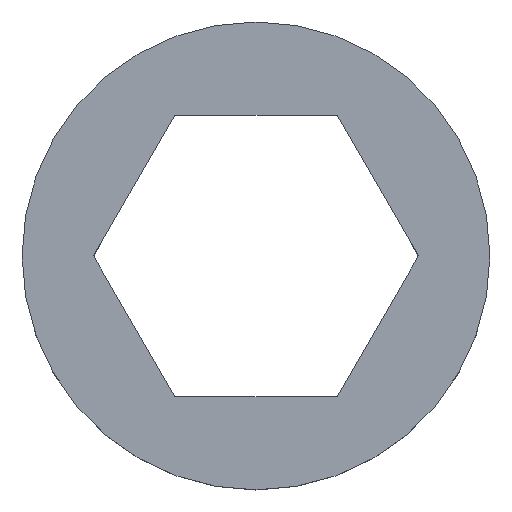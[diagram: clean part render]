
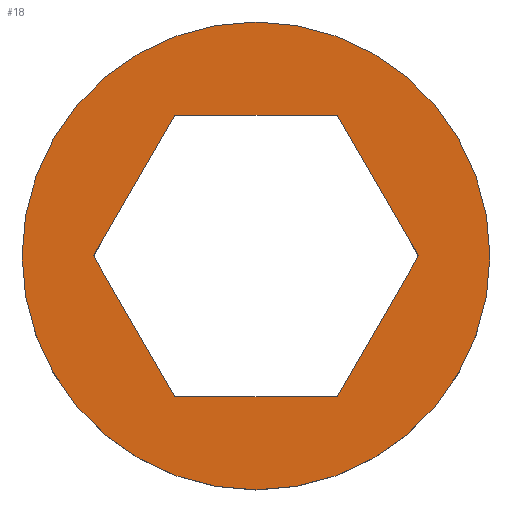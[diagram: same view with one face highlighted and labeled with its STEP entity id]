
A CAD part, top view. The second image highlights one B-rep face of the part: STEP entity #18.
In plain terms, the highlighted planar face has unit normal (0, 0, 1).
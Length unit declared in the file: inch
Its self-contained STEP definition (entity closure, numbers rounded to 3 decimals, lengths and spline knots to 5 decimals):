
#4 = VERTEX_POINT ( 'NONE', #223 ) ;
#11 = EDGE_LOOP ( 'NONE', ( #242, #182, #320, #83, #37, #289 ) ) ;
#13 = CARTESIAN_POINT ( 'NONE',  ( 0., 0., 0.1 ) ) ;
#14 = VECTOR ( 'NONE', #170, 39.37008 ) ;
#15 = CARTESIAN_POINT ( 'NONE',  ( 0.21708, 0., 0.1 ) ) ;
#18 = ADVANCED_FACE ( 'NONE', ( #245, #277 ), #138, .T. ) ;
#22 = CARTESIAN_POINT ( 'NONE',  ( 0.3125, 0., 0.1 ) ) ;
#23 = DIRECTION ( 'NONE',  ( -1., 0., 0. ) ) ;
#24 = AXIS2_PLACEMENT_3D ( 'NONE', #202, #118, #95 ) ;
#27 = ORIENTED_EDGE ( 'NONE', *, *, #142, .T. ) ;
#33 = EDGE_LOOP ( 'NONE', ( #40, #27 ) ) ;
#34 = VECTOR ( 'NONE', #23, 39.37008 ) ;
#36 = CARTESIAN_POINT ( 'NONE',  ( -0.21708, 0., 0.1 ) ) ;
#37 = ORIENTED_EDGE ( 'NONE', *, *, #166, .F. ) ;
#40 = ORIENTED_EDGE ( 'NONE', *, *, #133, .T. ) ;
#41 = LINE ( 'NONE', #15, #225 ) ;
#43 = DIRECTION ( 'NONE',  ( 0., 0., 1. ) ) ;
#44 = DIRECTION ( 'NONE',  ( 1., 0., 0. ) ) ;
#45 = CARTESIAN_POINT ( 'NONE',  ( 0.10854, -0.188, 0.1 ) ) ;
#48 = DIRECTION ( 'NONE',  ( 1., 0., 0. ) ) ;
#55 = VERTEX_POINT ( 'NONE', #58 ) ;
#58 = CARTESIAN_POINT ( 'NONE',  ( 0.10854, -0.188, 0.1 ) ) ;
#65 = CARTESIAN_POINT ( 'NONE',  ( -0.10854, 0.188, 0.1 ) ) ;
#68 = CARTESIAN_POINT ( 'NONE',  ( -0.10854, -0.188, 0.1 ) ) ;
#74 = EDGE_CURVE ( 'NONE', #4, #192, #41, .T. ) ;
#81 = CIRCLE ( 'NONE', #164, 0.3125 ) ;
#83 = ORIENTED_EDGE ( 'NONE', *, *, #269, .F. ) ;
#85 = VECTOR ( 'NONE', #48, 39.37008 ) ;
#92 = LINE ( 'NONE', #45, #189 ) ;
#95 = DIRECTION ( 'NONE',  ( 1., 0., 0. ) ) ;
#98 = EDGE_CURVE ( 'NONE', #192, #153, #197, .T. ) ;
#99 = VERTEX_POINT ( 'NONE', #254 ) ;
#106 = EDGE_CURVE ( 'NONE', #151, #55, #304, .T. ) ;
#110 = DIRECTION ( 'NONE',  ( -0.5, 0.866, 0. ) ) ;
#113 = VERTEX_POINT ( 'NONE', #204 ) ;
#114 = CARTESIAN_POINT ( 'NONE',  ( 0.10854, 0.188, 0.1 ) ) ;
#118 = DIRECTION ( 'NONE',  ( 0., 0., 1. ) ) ;
#119 = EDGE_CURVE ( 'NONE', #55, #4, #92, .T. ) ;
#133 = EDGE_CURVE ( 'NONE', #99, #186, #81, .T. ) ;
#138 = PLANE ( 'NONE',  #228 ) ;
#142 = EDGE_CURVE ( 'NONE', #186, #99, #150, .T. ) ;
#143 = DIRECTION ( 'NONE',  ( 0.5, 0.866, 0. ) ) ;
#144 = CARTESIAN_POINT ( 'NONE',  ( -0.10854, -0.188, 0.1 ) ) ;
#150 = CIRCLE ( 'NONE', #24, 0.3125 ) ;
#151 = VERTEX_POINT ( 'NONE', #144 ) ;
#153 = VERTEX_POINT ( 'NONE', #302 ) ;
#164 = AXIS2_PLACEMENT_3D ( 'NONE', #256, #306, #44 ) ;
#166 = EDGE_CURVE ( 'NONE', #153, #113, #309, .T. ) ;
#170 = DIRECTION ( 'NONE',  ( -0.5, -0.866, 0. ) ) ;
#176 = VECTOR ( 'NONE', #238, 39.37008 ) ;
#182 = ORIENTED_EDGE ( 'NONE', *, *, #119, .F. ) ;
#186 = VERTEX_POINT ( 'NONE', #22 ) ;
#189 = VECTOR ( 'NONE', #143, 39.37008 ) ;
#192 = VERTEX_POINT ( 'NONE', #331 ) ;
#197 = LINE ( 'NONE', #114, #34 ) ;
#202 = CARTESIAN_POINT ( 'NONE',  ( 0., 0., 0.1 ) ) ;
#204 = CARTESIAN_POINT ( 'NONE',  ( -0.21708, 0., 0.1 ) ) ;
#209 = LINE ( 'NONE', #36, #176 ) ;
#223 = CARTESIAN_POINT ( 'NONE',  ( 0.21708, 0., 0.1 ) ) ;
#225 = VECTOR ( 'NONE', #110, 39.37008 ) ;
#228 = AXIS2_PLACEMENT_3D ( 'NONE', #13, #43, #276 ) ;
#238 = DIRECTION ( 'NONE',  ( 0.5, -0.866, 0. ) ) ;
#242 = ORIENTED_EDGE ( 'NONE', *, *, #74, .F. ) ;
#245 = FACE_OUTER_BOUND ( 'NONE', #33, .T. ) ;
#254 = CARTESIAN_POINT ( 'NONE',  ( -0.3125, 0., 0.1 ) ) ;
#256 = CARTESIAN_POINT ( 'NONE',  ( 0., 0., 0.1 ) ) ;
#269 = EDGE_CURVE ( 'NONE', #113, #151, #209, .T. ) ;
#276 = DIRECTION ( 'NONE',  ( 1., 0., 0. ) ) ;
#277 = FACE_BOUND ( 'NONE', #11, .T. ) ;
#289 = ORIENTED_EDGE ( 'NONE', *, *, #98, .F. ) ;
#302 = CARTESIAN_POINT ( 'NONE',  ( -0.10854, 0.188, 0.1 ) ) ;
#304 = LINE ( 'NONE', #68, #85 ) ;
#306 = DIRECTION ( 'NONE',  ( 0., 0., 1. ) ) ;
#309 = LINE ( 'NONE', #65, #14 ) ;
#320 = ORIENTED_EDGE ( 'NONE', *, *, #106, .F. ) ;
#331 = CARTESIAN_POINT ( 'NONE',  ( 0.10854, 0.188, 0.1 ) ) ;
